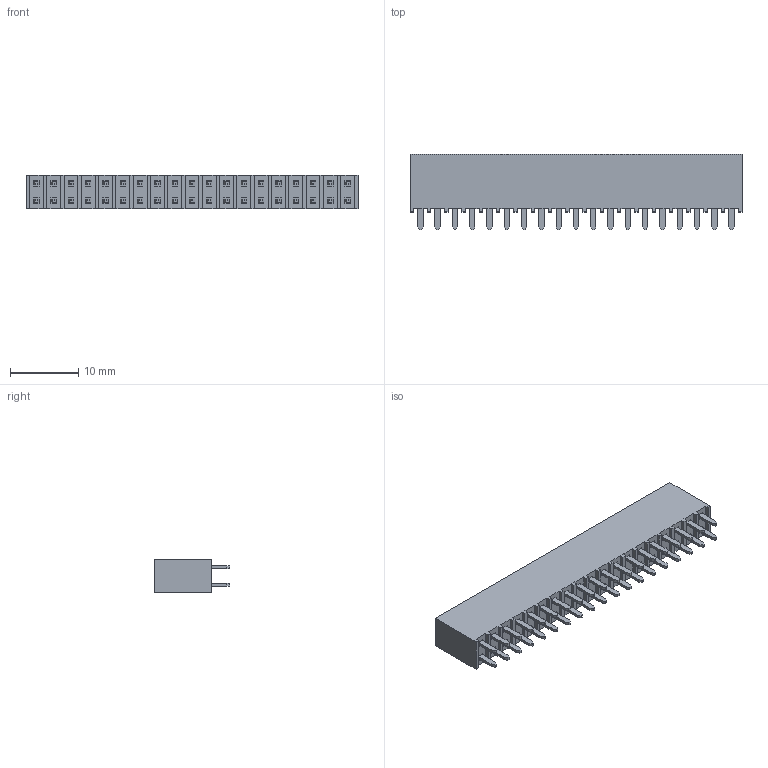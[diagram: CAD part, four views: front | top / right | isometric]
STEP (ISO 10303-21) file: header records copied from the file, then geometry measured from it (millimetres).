
FILE_DESCRIPTION(/* description */ ('STEP AP214'),/* implementation_level */ '2;1');
FILE_NAME(/* name */ 'SSW-119-01-T-D',/* time_stamp */ '2022-09-28T11:32:25+02:00',/* author */ ('License CC BY-ND 4.0'),/* organization */ ('CADENAS'),/* preprocessor_version */ 'ST-DEVELOPER v18.102',/* originating_system */ 'PARTsolutions',/* authorisation */ ' ');
FILE_SCHEMA (('AUTOMOTIVE_DESIGN {1 0 10303 214 3 1 1}'));
Length unit declared in the file: inch
Products named in the file (3): SSW-119-01-T-D; P2SSW-119-01-T-D; T1SSW-119-01-T-D
Assembly tree (2 placements, depth 2):
  SSW-119-01-T-D
    P2SSW-119-01-T-D
    T1SSW-119-01-T-D
Bounding box: 48.77 x 11.15 x 4.95 mm (x, y, z)
Volume: 1833.2 mm3; surface area: 3034.7 mm2
Topology: 2 solids, 2 shells, 506 faces, 1392 edges, 928 vertices
Faces by surface type: plane 506
Entity records: 15966 total; most frequent: CARTESIAN_POINT 2829, ORIENTED_EDGE 2784, DIRECTION 2410, EDGE_CURVE 1392, LINE 1392, VECTOR 1392, VERTEX_POINT 928, EDGE_LOOP 620
